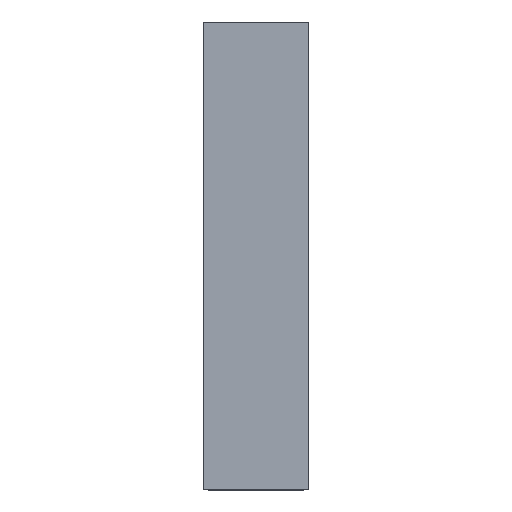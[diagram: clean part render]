
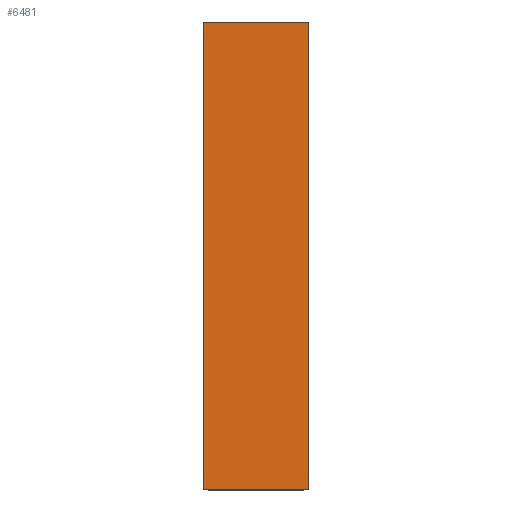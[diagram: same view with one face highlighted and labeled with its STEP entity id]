
A CAD part, top view. The second image highlights one B-rep face of the part: STEP entity #6481.
In plain terms, the highlighted planar face has unit normal (0, 0, 1).
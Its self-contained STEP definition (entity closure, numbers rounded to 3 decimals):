
#117 = DIRECTION ( 'NONE',  ( 1., 0., 0. ) ) ;
#121 = DIRECTION ( 'NONE',  ( 1., 0., 0. ) ) ;
#288 = EDGE_CURVE ( 'NONE', #2044, #5237, #3465, .T. ) ;
#474 = FACE_OUTER_BOUND ( 'NONE', #1210, .T. ) ;
#1168 = VERTEX_POINT ( 'NONE', #2925 ) ;
#1169 = EDGE_CURVE ( 'NONE', #2890, #2044, #5041, .T. ) ;
#1182 = CARTESIAN_POINT ( 'NONE',  ( -22.5, 200., 15. ) ) ;
#1210 = EDGE_LOOP ( 'NONE', ( #6292, #2052, #5786, #6231 ) ) ;
#1241 = DIRECTION ( 'NONE',  ( 0., -1., 0. ) ) ;
#1303 = DIRECTION ( 'NONE',  ( 0., 1., 0. ) ) ;
#1336 = CARTESIAN_POINT ( 'NONE',  ( -22.5, 0., 15. ) ) ;
#1576 = AXIS2_PLACEMENT_3D ( 'NONE', #1743, #5500, #117 ) ;
#1743 = CARTESIAN_POINT ( 'NONE',  ( -22.5, 0., 15. ) ) ;
#2044 = VERTEX_POINT ( 'NONE', #5795 ) ;
#2045 = VECTOR ( 'NONE', #5524, 1000. ) ;
#2052 = ORIENTED_EDGE ( 'NONE', *, *, #1169, .T. ) ;
#2321 = PLANE ( 'NONE',  #1576 ) ;
#2686 = EDGE_CURVE ( 'NONE', #1168, #2890, #3232, .T. ) ;
#2890 = VERTEX_POINT ( 'NONE', #3388 ) ;
#2925 = CARTESIAN_POINT ( 'NONE',  ( -22.5, 0., 15. ) ) ;
#3232 = LINE ( 'NONE', #5947, #6337 ) ;
#3388 = CARTESIAN_POINT ( 'NONE',  ( 22.5, 0., 15. ) ) ;
#3465 = LINE ( 'NONE', #1182, #2045 ) ;
#3851 = CARTESIAN_POINT ( 'NONE',  ( -22.5, 200., 15. ) ) ;
#4459 = VECTOR ( 'NONE', #1303, 1000. ) ;
#4678 = VECTOR ( 'NONE', #1241, 1000. ) ;
#4701 = EDGE_CURVE ( 'NONE', #5237, #1168, #6764, .T. ) ;
#4997 = CARTESIAN_POINT ( 'NONE',  ( 22.5, 0., 15. ) ) ;
#5041 = LINE ( 'NONE', #4997, #4459 ) ;
#5237 = VERTEX_POINT ( 'NONE', #3851 ) ;
#5500 = DIRECTION ( 'NONE',  ( 0., 0., 1. ) ) ;
#5524 = DIRECTION ( 'NONE',  ( -1., 0., 0. ) ) ;
#5786 = ORIENTED_EDGE ( 'NONE', *, *, #288, .T. ) ;
#5795 = CARTESIAN_POINT ( 'NONE',  ( 22.5, 200., 15. ) ) ;
#5947 = CARTESIAN_POINT ( 'NONE',  ( -22.5, 0., 15. ) ) ;
#6231 = ORIENTED_EDGE ( 'NONE', *, *, #4701, .T. ) ;
#6292 = ORIENTED_EDGE ( 'NONE', *, *, #2686, .T. ) ;
#6337 = VECTOR ( 'NONE', #121, 1000. ) ;
#6481 = ADVANCED_FACE ( 'NONE', ( #474 ), #2321, .T. ) ;
#6764 = LINE ( 'NONE', #1336, #4678 ) ;
